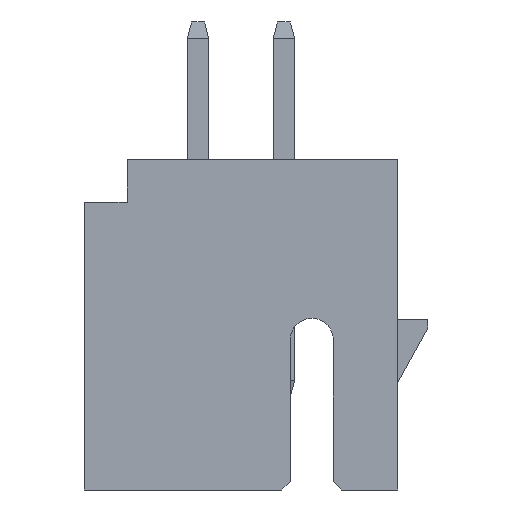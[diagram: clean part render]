
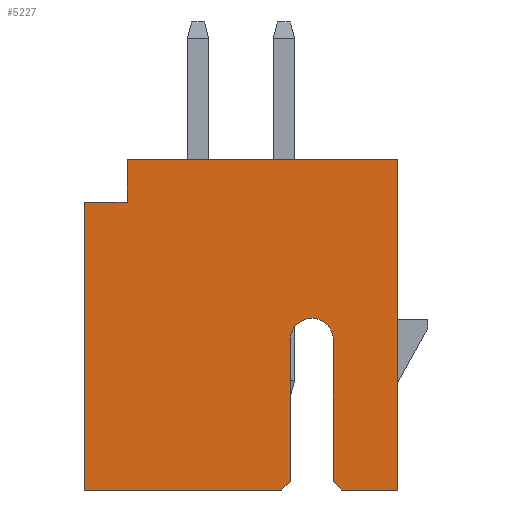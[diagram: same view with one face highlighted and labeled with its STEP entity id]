
A CAD part, left-side view. The second image highlights one B-rep face of the part: STEP entity #5227.
In plain terms, the highlighted planar face has unit normal (-1, 0, 0).
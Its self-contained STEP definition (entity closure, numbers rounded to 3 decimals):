
#376 = DIRECTION ( 'NONE',  ( 0., -1., 0. ) ) ;
#437 = CARTESIAN_POINT ( 'NONE',  ( -10., -2.15, 3.5 ) ) ;
#726 = DIRECTION ( 'NONE',  ( 0., -1., 0. ) ) ;
#785 = CARTESIAN_POINT ( 'NONE',  ( -10., -1.65, 3.5 ) ) ;
#864 = FACE_OUTER_BOUND ( 'NONE', #7431, .T. ) ;
#1615 = LINE ( 'NONE', #10076, #4760 ) ;
#1692 = CARTESIAN_POINT ( 'NONE',  ( -10., 3.65, 6.7 ) ) ;
#1714 = ORIENTED_EDGE ( 'NONE', *, *, #4371, .T. ) ;
#1729 = ORIENTED_EDGE ( 'NONE', *, *, #13870, .F. ) ;
#1770 = DIRECTION ( 'NONE',  ( 0., -1., 0. ) ) ;
#1940 = LINE ( 'NONE', #10401, #4727 ) ;
#2015 = DIRECTION ( 'NONE',  ( 1., 0., 0. ) ) ;
#2071 = DIRECTION ( 'NONE',  ( 0., 0., -1. ) ) ;
#2083 = EDGE_CURVE ( 'NONE', #12788, #12277, #3114, .T. ) ;
#2204 = VECTOR ( 'NONE', #2071, 1000. ) ;
#2313 = CARTESIAN_POINT ( 'NONE',  ( -10., -2.15, 0.2 ) ) ;
#2843 = ORIENTED_EDGE ( 'NONE', *, *, #8295, .T. ) ;
#2898 = LINE ( 'NONE', #10147, #10193 ) ;
#3114 = CIRCLE ( 'NONE', #12118, 0.5 ) ;
#3388 = CARTESIAN_POINT ( 'NONE',  ( -10., -3.65, 7.7 ) ) ;
#3497 = CARTESIAN_POINT ( 'NONE',  ( -10., -1.15, 3.5 ) ) ;
#3739 = CARTESIAN_POINT ( 'NONE',  ( -10., -3.65, 0. ) ) ;
#4003 = DIRECTION ( 'NONE',  ( 0., 0., 1. ) ) ;
#4046 = CARTESIAN_POINT ( 'NONE',  ( -10., -1.15, 0.2 ) ) ;
#4211 = ORIENTED_EDGE ( 'NONE', *, *, #2083, .T. ) ;
#4307 = VERTEX_POINT ( 'NONE', #4046 ) ;
#4371 = EDGE_CURVE ( 'NONE', #8582, #15514, #2898, .T. ) ;
#4388 = LINE ( 'NONE', #8101, #5153 ) ;
#4401 = CARTESIAN_POINT ( 'NONE',  ( -10., 2.65, 7.7 ) ) ;
#4406 = CARTESIAN_POINT ( 'NONE',  ( -10., -0.95, 0. ) ) ;
#4425 = VECTOR ( 'NONE', #11687, 1000. ) ;
#4629 = ORIENTED_EDGE ( 'NONE', *, *, #15074, .F. ) ;
#4674 = CARTESIAN_POINT ( 'NONE',  ( -10., -0.95, 0. ) ) ;
#4727 = VECTOR ( 'NONE', #10645, 1000. ) ;
#4750 = ORIENTED_EDGE ( 'NONE', *, *, #9927, .T. ) ;
#4760 = VECTOR ( 'NONE', #5084, 1000. ) ;
#4864 = VERTEX_POINT ( 'NONE', #14017 ) ;
#4893 = VECTOR ( 'NONE', #11567, 1000. ) ;
#5084 = DIRECTION ( 'NONE',  ( 0., -0.707, -0.707 ) ) ;
#5103 = EDGE_CURVE ( 'NONE', #15514, #4307, #8040, .T. ) ;
#5153 = VECTOR ( 'NONE', #726, 1000. ) ;
#5227 = ADVANCED_FACE ( 'NONE', ( #864 ), #11842, .F. ) ;
#5553 = VERTEX_POINT ( 'NONE', #3739 ) ;
#5637 = LINE ( 'NONE', #9199, #4425 ) ;
#6620 = CARTESIAN_POINT ( 'NONE',  ( -10., -3.65, 7.7 ) ) ;
#6938 = DIRECTION ( 'NONE',  ( 0., 0., -1. ) ) ;
#7126 = EDGE_CURVE ( 'NONE', #10823, #10266, #5637, .T. ) ;
#7431 = EDGE_LOOP ( 'NONE', ( #1714, #14549, #13843, #4211, #11075, #2843, #9738, #10827, #14489, #4629, #1729, #4750 ) ) ;
#7847 = LINE ( 'NONE', #8961, #11526 ) ;
#8040 = LINE ( 'NONE', #4406, #4893 ) ;
#8101 = CARTESIAN_POINT ( 'NONE',  ( -10., -3.65, 0. ) ) ;
#8295 = EDGE_CURVE ( 'NONE', #12514, #11156, #1615, .T. ) ;
#8364 = EDGE_CURVE ( 'NONE', #10266, #5553, #13723, .T. ) ;
#8503 = AXIS2_PLACEMENT_3D ( 'NONE', #3388, #15570, #9582 ) ;
#8582 = VERTEX_POINT ( 'NONE', #10788 ) ;
#8961 = CARTESIAN_POINT ( 'NONE',  ( -10., -1.15, 0. ) ) ;
#9199 = CARTESIAN_POINT ( 'NONE',  ( -10., -3.65, 7.7 ) ) ;
#9402 = CARTESIAN_POINT ( 'NONE',  ( -10., 3.65, 6.7 ) ) ;
#9582 = DIRECTION ( 'NONE',  ( 0., 0., -1. ) ) ;
#9738 = ORIENTED_EDGE ( 'NONE', *, *, #14705, .T. ) ;
#9927 = EDGE_CURVE ( 'NONE', #12362, #8582, #10454, .T. ) ;
#10076 = CARTESIAN_POINT ( 'NONE',  ( -10., -2.15, 0.2 ) ) ;
#10147 = CARTESIAN_POINT ( 'NONE',  ( -10., -3.65, 0. ) ) ;
#10193 = VECTOR ( 'NONE', #376, 1000. ) ;
#10249 = CARTESIAN_POINT ( 'NONE',  ( -10., -3.65, 7.7 ) ) ;
#10266 = VERTEX_POINT ( 'NONE', #10249 ) ;
#10276 = CARTESIAN_POINT ( 'NONE',  ( -10., -2.15, 0. ) ) ;
#10401 = CARTESIAN_POINT ( 'NONE',  ( -10., 2.65, 7.7 ) ) ;
#10454 = LINE ( 'NONE', #15386, #2204 ) ;
#10645 = DIRECTION ( 'NONE',  ( 0., 0., 1. ) ) ;
#10703 = EDGE_CURVE ( 'NONE', #12514, #12277, #15052, .T. ) ;
#10788 = CARTESIAN_POINT ( 'NONE',  ( -10., 3.65, 0. ) ) ;
#10823 = VERTEX_POINT ( 'NONE', #4401 ) ;
#10827 = ORIENTED_EDGE ( 'NONE', *, *, #8364, .F. ) ;
#11075 = ORIENTED_EDGE ( 'NONE', *, *, #10703, .F. ) ;
#11156 = VERTEX_POINT ( 'NONE', #13093 ) ;
#11515 = LINE ( 'NONE', #1692, #11556 ) ;
#11526 = VECTOR ( 'NONE', #12425, 1000. ) ;
#11556 = VECTOR ( 'NONE', #1770, 1000. ) ;
#11567 = DIRECTION ( 'NONE',  ( 0., -0.707, 0.707 ) ) ;
#11687 = DIRECTION ( 'NONE',  ( 0., -1., 0. ) ) ;
#11842 = PLANE ( 'NONE',  #8503 ) ;
#12090 = EDGE_CURVE ( 'NONE', #12788, #4307, #7847, .T. ) ;
#12118 = AXIS2_PLACEMENT_3D ( 'NONE', #785, #2015, #6938 ) ;
#12277 = VERTEX_POINT ( 'NONE', #437 ) ;
#12362 = VERTEX_POINT ( 'NONE', #9402 ) ;
#12425 = DIRECTION ( 'NONE',  ( 0., 0., -1. ) ) ;
#12514 = VERTEX_POINT ( 'NONE', #2313 ) ;
#12583 = DIRECTION ( 'NONE',  ( 0., 0., -1. ) ) ;
#12788 = VERTEX_POINT ( 'NONE', #3497 ) ;
#13093 = CARTESIAN_POINT ( 'NONE',  ( -10., -2.35, 0. ) ) ;
#13723 = LINE ( 'NONE', #6620, #14050 ) ;
#13843 = ORIENTED_EDGE ( 'NONE', *, *, #12090, .F. ) ;
#13870 = EDGE_CURVE ( 'NONE', #12362, #4864, #11515, .T. ) ;
#14017 = CARTESIAN_POINT ( 'NONE',  ( -10., 2.65, 6.7 ) ) ;
#14050 = VECTOR ( 'NONE', #12583, 1000. ) ;
#14489 = ORIENTED_EDGE ( 'NONE', *, *, #7126, .F. ) ;
#14549 = ORIENTED_EDGE ( 'NONE', *, *, #5103, .T. ) ;
#14578 = VECTOR ( 'NONE', #4003, 1000. ) ;
#14705 = EDGE_CURVE ( 'NONE', #11156, #5553, #4388, .T. ) ;
#15052 = LINE ( 'NONE', #10276, #14578 ) ;
#15074 = EDGE_CURVE ( 'NONE', #4864, #10823, #1940, .T. ) ;
#15386 = CARTESIAN_POINT ( 'NONE',  ( -10., 3.65, 7.7 ) ) ;
#15514 = VERTEX_POINT ( 'NONE', #4674 ) ;
#15570 = DIRECTION ( 'NONE',  ( 1., 0., 0. ) ) ;
